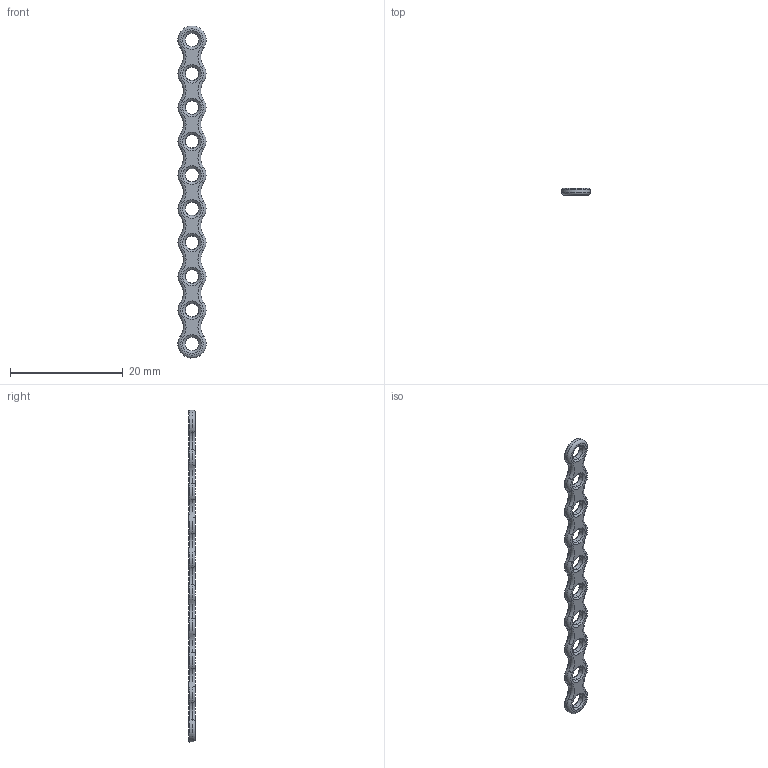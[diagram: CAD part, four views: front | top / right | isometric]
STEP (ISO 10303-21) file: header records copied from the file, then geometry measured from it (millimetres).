
FILE_DESCRIPTION((''),'2;1');
FILE_NAME('P02080010','2020-12-02T12:46:48',('user'),(''),'CREO PARAMETRIC BY PTC INC, 2019471','CREO PARAMETRIC BY PTC INC, 2019471','');
FILE_SCHEMA(('CONFIG_CONTROL_DESIGN'));
Length unit declared in the file: millimetre
Products named in the file (1): P02080010
Bounding box: 5 x 1.2 x 58.98 mm (x, y, z)
Volume: 213 mm3; surface area: 569.5 mm2
Topology: 1 solids, 1 shells, 170 faces, 392 edges, 224 vertices
Faces by surface type: torus 72, cone 60, cylinder 36, plane 2
Entity records: 4934 total; most frequent: DIRECTION 1028, CARTESIAN_POINT 786, ORIENTED_EDGE 784, AXIS2_PLACEMENT_3D 466, EDGE_CURVE 392, CIRCLE 296, VERTEX_POINT 224, EDGE_LOOP 190
